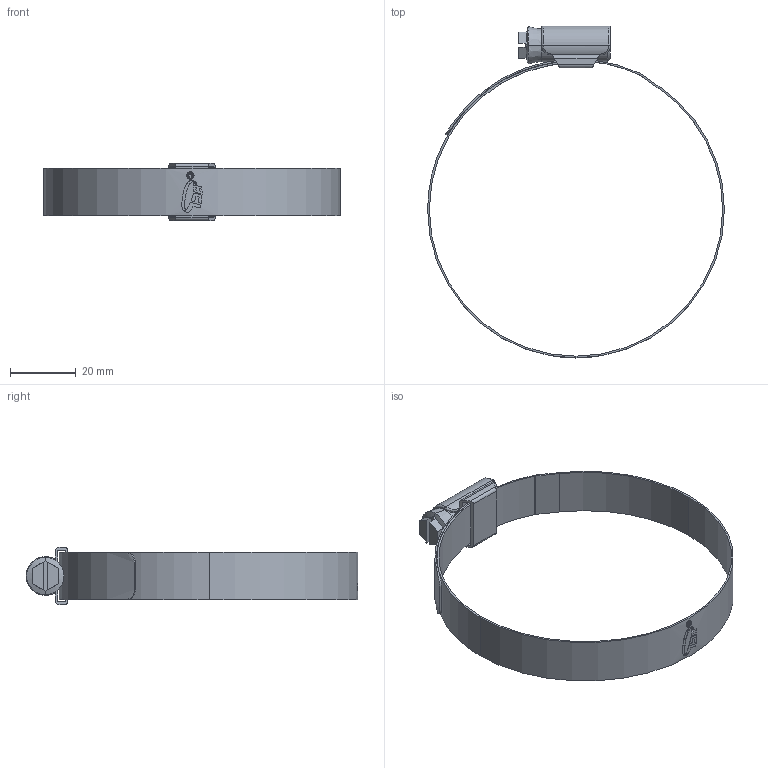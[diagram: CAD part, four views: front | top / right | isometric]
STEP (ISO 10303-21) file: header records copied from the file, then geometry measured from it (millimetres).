
FILE_DESCRIPTION (( 'STEP AP214' ), '1' );
FILE_NAME ('TRI-50-0-HG-48.step', '2025-06-17T12:38:15', ( '' ), ( '' ), 'SwSTEP 2.0', 'SolidWorks 2025', '' );
FILE_SCHEMA (( 'AUTOMOTIVE_DESIGN' ));
Length unit declared in the file: millimetre
Products named in the file (1): TRI-50-0-HG-48
Bounding box: 90.06 x 100.73 x 17.3 mm (x, y, z)
Volume: 5279.6 mm3; surface area: 12541.9 mm2
Topology: 3 solids, 3 shells, 189 faces, 508 edges, 334 vertices
Faces by surface type: cylinder 89, bspline 53, plane 39, cone 6, torus 2
Entity records: 7607 total; most frequent: CARTESIAN_POINT 3461, ORIENTED_EDGE 1016, DIRECTION 584, EDGE_CURVE 508, VERTEX_POINT 334, VECTOR 222, LINE 222, B_SPLINE_CURVE_WITH_KNOTS 208
